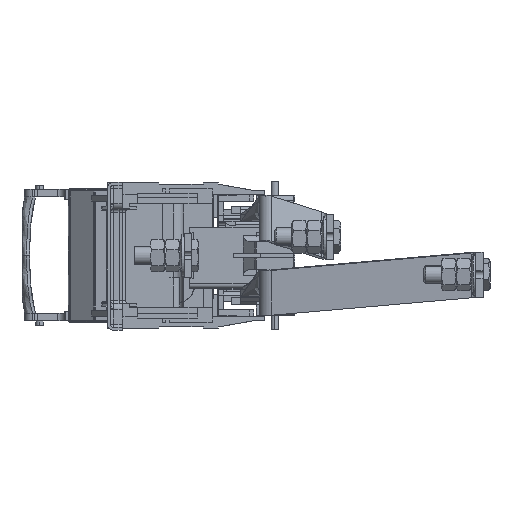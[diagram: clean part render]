
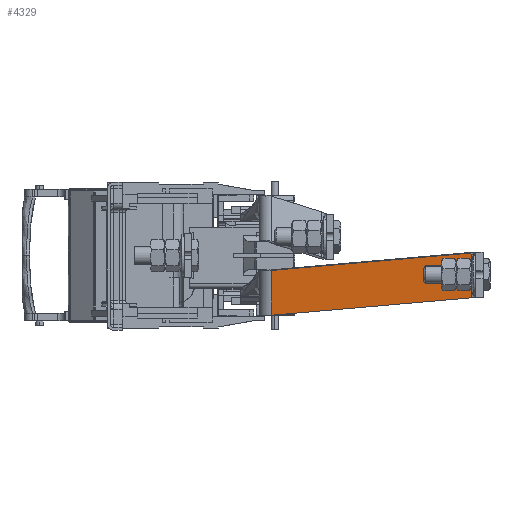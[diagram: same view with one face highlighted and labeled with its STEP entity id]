
A CAD part, left-side view. The second image highlights one B-rep face of the part: STEP entity #4329.
In plain terms, the highlighted planar face has unit normal (-0.996, 0, -0.087).
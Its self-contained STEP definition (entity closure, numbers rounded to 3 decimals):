
#4329 = ADVANCED_FACE ( 'NONE', ( #94191 ), #10735, .F. ) ;
#6118 = DIRECTION ( 'NONE',  ( 0.087, 0., -0.996 ) ) ;
#6254 = ORIENTED_EDGE ( 'NONE', *, *, #31240, .F. ) ;
#6844 = DIRECTION ( 'NONE',  ( 0.087, 0., -0.996 ) ) ;
#10735 = PLANE ( 'NONE',  #15081 ) ;
#10818 = CARTESIAN_POINT ( 'NONE',  ( -18.887, -231.412, 51.532 ) ) ;
#10963 = LINE ( 'NONE', #53445, #76659 ) ;
#11306 = ORIENTED_EDGE ( 'NONE', *, *, #79587, .F. ) ;
#15081 = AXIS2_PLACEMENT_3D ( 'NONE', #17284, #17979, #18332 ) ;
#17284 = CARTESIAN_POINT ( 'NONE',  ( -15.068, 68.561, 7.888 ) ) ;
#17979 = DIRECTION ( 'NONE',  ( 0.996, 0., 0.087 ) ) ;
#18332 = DIRECTION ( 'NONE',  ( 0.008, 0.996, -0.087 ) ) ;
#29076 = VECTOR ( 'NONE', #63132, 1000. ) ;
#30144 = ORIENTED_EDGE ( 'NONE', *, *, #64828, .F. ) ;
#31240 = EDGE_CURVE ( 'NONE', #93416, #56289, #76807, .T. ) ;
#34569 = VECTOR ( 'NONE', #97943, 1000. ) ;
#46777 = EDGE_LOOP ( 'NONE', ( #11306, #6254, #89058, #30144 ) ) ;
#47018 = CARTESIAN_POINT ( 'NONE',  ( -15.405, -119., 11.735 ) ) ;
#53436 = EDGE_CURVE ( 'NONE', #93416, #101478, #59234, .T. ) ;
#53445 = CARTESIAN_POINT ( 'NONE',  ( -15.068, -119., 7.888 ) ) ;
#55178 = CARTESIAN_POINT ( 'NONE',  ( -16.282, -234.026, 21.76 ) ) ;
#56289 = VERTEX_POINT ( 'NONE', #66033 ) ;
#59234 = LINE ( 'NONE', #101887, #99155 ) ;
#63132 = DIRECTION ( 'NONE',  ( 0.008, 0.996, -0.087 ) ) ;
#64281 = CARTESIAN_POINT ( 'NONE',  ( -14.383, 15., 0.056 ) ) ;
#64828 = EDGE_CURVE ( 'NONE', #75716, #101478, #90010, .T. ) ;
#66033 = CARTESIAN_POINT ( 'NONE',  ( -18.03, -119., 41.735 ) ) ;
#75716 = VERTEX_POINT ( 'NONE', #47018 ) ;
#76659 = VECTOR ( 'NONE', #6118, 1000. ) ;
#76807 = LINE ( 'NONE', #10818, #34569 ) ;
#79587 = EDGE_CURVE ( 'NONE', #56289, #75716, #10963, .T. ) ;
#89058 = ORIENTED_EDGE ( 'NONE', *, *, #53436, .T. ) ;
#90010 = LINE ( 'NONE', #55178, #29076 ) ;
#91288 = CARTESIAN_POINT ( 'NONE',  ( -17.008, 15., 30.056 ) ) ;
#93416 = VERTEX_POINT ( 'NONE', #91288 ) ;
#94191 = FACE_OUTER_BOUND ( 'NONE', #46777, .T. ) ;
#97943 = DIRECTION ( 'NONE',  ( -0.008, -0.996, 0.087 ) ) ;
#99155 = VECTOR ( 'NONE', #6844, 1000. ) ;
#101478 = VERTEX_POINT ( 'NONE', #64281 ) ;
#101887 = CARTESIAN_POINT ( 'NONE',  ( -15.068, 15., 7.888 ) ) ;
